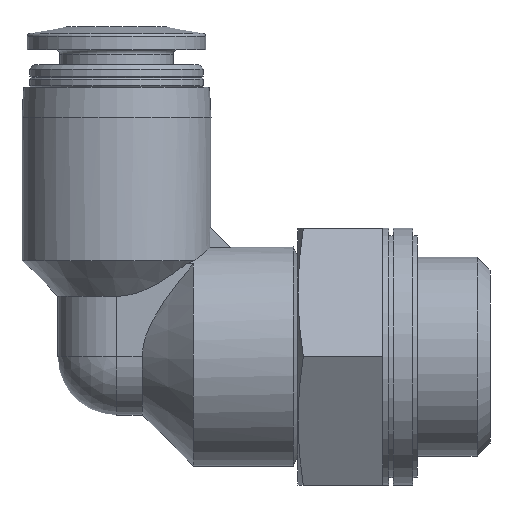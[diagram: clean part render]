
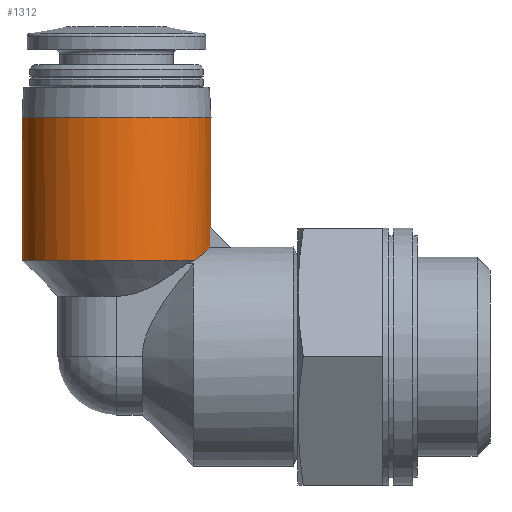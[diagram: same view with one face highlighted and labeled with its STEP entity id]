
A CAD part, left-side view. The second image highlights one B-rep face of the part: STEP entity #1312.
In plain terms, the highlighted cylindrical face has radius 6.25 mm (diameter 12.5 mm), a full revolution.
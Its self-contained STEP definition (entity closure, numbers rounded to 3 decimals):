
#70=B_SPLINE_CURVE_WITH_KNOTS('',3,(#1807,#1808,#1809,#1810),
 .UNSPECIFIED.,.F.,.F.,(4,4),(0.,0.003),.UNSPECIFIED.);
#73=B_SPLINE_CURVE_WITH_KNOTS('',3,(#1828,#1829,#1830,#1831),
 .UNSPECIFIED.,.F.,.F.,(4,4),(0.005,0.008),
 .UNSPECIFIED.);
#94=LINE('',#1834,#124);
#95=LINE('',#1838,#125);
#124=VECTOR('',#1533,1000.);
#125=VECTOR('',#1536,1000.);
#152=ELLIPSE('',#1392,8.839,6.25);
#167=ORIENTED_EDGE('',*,*,#383,.F.);
#168=ORIENTED_EDGE('',*,*,#376,.T.);
#169=ORIENTED_EDGE('',*,*,#384,.T.);
#170=ORIENTED_EDGE('',*,*,#385,.F.);
#171=ORIENTED_EDGE('',*,*,#386,.F.);
#172=ORIENTED_EDGE('',*,*,#382,.T.);
#173=ORIENTED_EDGE('',*,*,#387,.T.);
#376=EDGE_CURVE('',#485,#484,#70,.T.);
#382=EDGE_CURVE('',#482,#490,#73,.T.);
#383=EDGE_CURVE('',#485,#490,#560,.T.);
#384=EDGE_CURVE('',#484,#491,#94,.F.);
#385=EDGE_CURVE('',#492,#491,#152,.T.);
#386=EDGE_CURVE('',#482,#492,#95,.F.);
#387=EDGE_CURVE('',#493,#493,#561,.T.);
#482=VERTEX_POINT('',#1802);
#484=VERTEX_POINT('',#1806);
#485=VERTEX_POINT('',#1811);
#490=VERTEX_POINT('',#1827);
#491=VERTEX_POINT('',#1835);
#492=VERTEX_POINT('',#1837);
#493=VERTEX_POINT('',#1840);
#560=CIRCLE('',#1391,6.25);
#561=CIRCLE('',#1393,6.25);
#615=EDGE_LOOP('',(#167,#168,#169,#170,#171,#172));
#616=EDGE_LOOP('',(#173));
#720=FACE_BOUND('',#615,.T.);
#721=FACE_BOUND('',#616,.T.);
#823=CYLINDRICAL_SURFACE('',#1390,6.25);
#1312=ADVANCED_FACE('',(#720,#721),#823,.T.);
#1390=AXIS2_PLACEMENT_3D('',#1832,#1529,#1530);
#1391=AXIS2_PLACEMENT_3D('',#1833,#1531,#1532);
#1392=AXIS2_PLACEMENT_3D('',#1836,#1534,#1535);
#1393=AXIS2_PLACEMENT_3D('',#1839,#1537,#1538);
#1529=DIRECTION('',(0.,0.,-1.));
#1530=DIRECTION('',(-1.,0.,0.));
#1531=DIRECTION('',(0.,0.,-1.));
#1532=DIRECTION('',(-1.,0.,0.));
#1533=DIRECTION('',(0.,0.,-1.));
#1534=DIRECTION('',(0.,0.707,-0.707));
#1535=DIRECTION('',(0.,-0.707,-0.707));
#1536=DIRECTION('',(0.,0.,-1.));
#1537=DIRECTION('',(0.,0.,-1.));
#1538=DIRECTION('',(-1.,0.,0.));
#1802=CARTESIAN_POINT('',(1.,13.731,7.181));
#1806=CARTESIAN_POINT('',(-1.,13.731,7.181));
#1807=CARTESIAN_POINT('',(-3.499,14.721,6.35));
#1808=CARTESIAN_POINT('',(-2.778,14.234,6.747));
#1809=CARTESIAN_POINT('',(-1.92,13.88,7.053));
#1810=CARTESIAN_POINT('',(-1.,13.731,7.181));
#1811=CARTESIAN_POINT('',(-3.499,14.721,6.35));
#1827=CARTESIAN_POINT('',(3.499,14.721,6.35));
#1828=CARTESIAN_POINT('',(1.,13.731,7.181));
#1829=CARTESIAN_POINT('',(1.921,13.88,7.052));
#1830=CARTESIAN_POINT('',(2.78,14.236,6.746));
#1831=CARTESIAN_POINT('',(3.499,14.721,6.35));
#1832=CARTESIAN_POINT('',(0.,19.9,0.));
#1833=CARTESIAN_POINT('',(0.,19.9,6.35));
#1834=CARTESIAN_POINT('',(-1.,13.731,0.));
#1835=CARTESIAN_POINT('',(-1.,13.731,8.581));
#1836=CARTESIAN_POINT('',(0.,19.9,14.75));
#1837=CARTESIAN_POINT('',(1.,13.731,8.581));
#1838=CARTESIAN_POINT('',(1.,13.731,0.));
#1839=CARTESIAN_POINT('',(0.,19.9,15.8));
#1840=CARTESIAN_POINT('',(-6.25,19.9,15.8));
